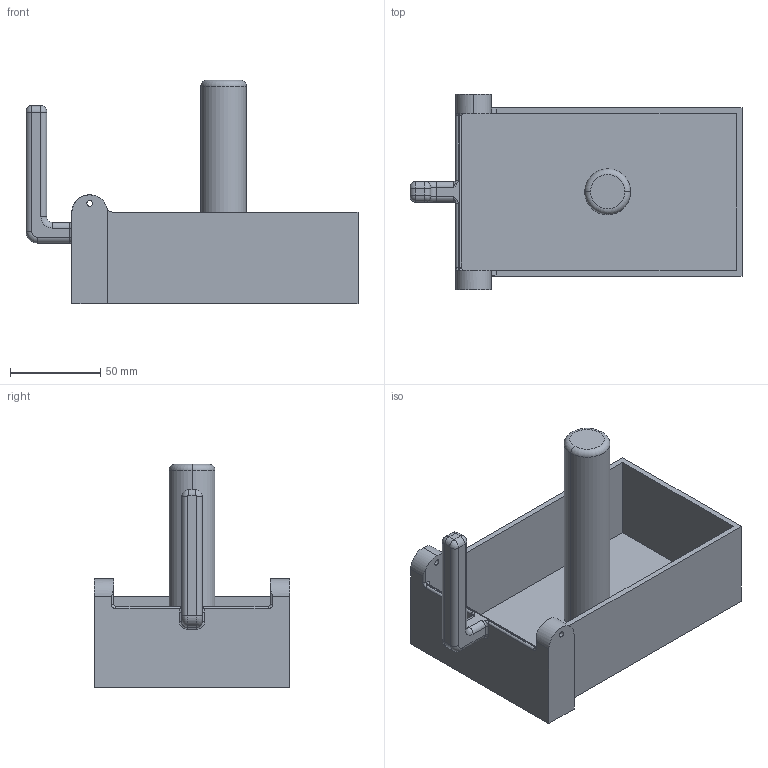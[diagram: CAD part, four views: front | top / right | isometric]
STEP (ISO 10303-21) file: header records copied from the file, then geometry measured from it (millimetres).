
FILE_DESCRIPTION (( 'STEP AP203' ), '1' );
FILE_NAME ('poptop lid.STEP', '2025-04-16T18:08:20', ( '' ), ( '' ), 'SwSTEP 2.0', 'SolidWorks 2023', '' );
FILE_SCHEMA (( 'CONFIG_CONTROL_DESIGN' ));
Length unit declared in the file: inch
Products named in the file (1): poptop lid
Bounding box: 184.02 x 108.43 x 123.83 mm (x, y, z)
Volume: 209719.5 mm3; surface area: 92996.5 mm2
Topology: 1 solids, 1 shells, 82 faces, 201 edges, 120 vertices
Faces by surface type: cylinder 37, plane 25, torus 18, bspline 2
Entity records: 2590 total; most frequent: CARTESIAN_POINT 534, DIRECTION 447, ORIENTED_EDGE 398, EDGE_CURVE 199, AXIS2_PLACEMENT_3D 173, VERTEX_POINT 120, VECTOR 101, LINE 101
